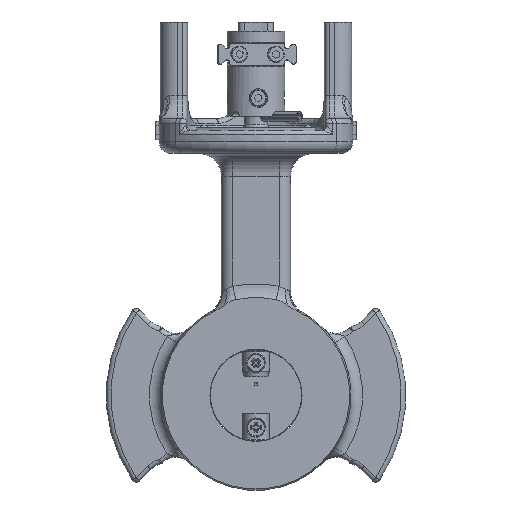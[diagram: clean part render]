
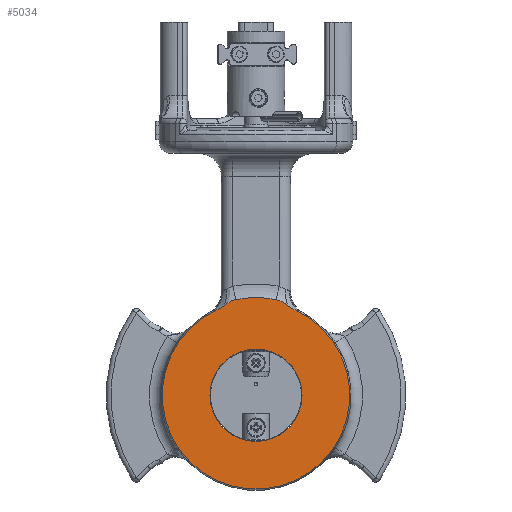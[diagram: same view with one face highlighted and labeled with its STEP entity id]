
A CAD part, left-side view. The second image highlights one B-rep face of the part: STEP entity #5034.
In plain terms, the highlighted planar face has unit normal (-1, 0, 0).
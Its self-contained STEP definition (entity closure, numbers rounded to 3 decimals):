
#1878=FACE_BOUND('',#7087,.T.);
#1879=FACE_BOUND('',#7088,.T.);
#3123=PLANE('',#21554);
#5034=ADVANCED_FACE('',(#1878,#1879),#3123,.F.);
#7087=EDGE_LOOP('',(#10308,#10309,#10310,#10311,#10312,#10313));
#7088=EDGE_LOOP('',(#10314));
#10308=ORIENTED_EDGE('',*,*,#16227,.T.);
#10309=ORIENTED_EDGE('',*,*,#16580,.F.);
#10310=ORIENTED_EDGE('',*,*,#16583,.F.);
#10311=ORIENTED_EDGE('',*,*,#16585,.F.);
#10312=ORIENTED_EDGE('',*,*,#16587,.F.);
#10313=ORIENTED_EDGE('',*,*,#16588,.F.);
#10314=ORIENTED_EDGE('',*,*,#16801,.F.);
#14109=VERTEX_POINT('',#30504);
#14110=VERTEX_POINT('',#30505);
#14304=VERTEX_POINT('',#32070);
#14305=VERTEX_POINT('',#32092);
#14306=VERTEX_POINT('',#32116);
#14307=VERTEX_POINT('',#32120);
#14391=VERTEX_POINT('',#35067);
#16227=EDGE_CURVE('',#14109,#14110,#19614,.T.);
#16580=EDGE_CURVE('',#14304,#14110,#18711,.T.);
#16583=EDGE_CURVE('',#14305,#14304,#18713,.T.);
#16585=EDGE_CURVE('',#14306,#14305,#19784,.T.);
#16587=EDGE_CURVE('',#14307,#14306,#18714,.T.);
#16588=EDGE_CURVE('',#14109,#14307,#18715,.T.);
#16801=EDGE_CURVE('',#14391,#14391,#19861,.T.);
#18711=B_SPLINE_CURVE_WITH_KNOTS('',3,(#32071,#32072,#32073,#32074),
 .UNSPECIFIED.,.F.,.F.,(4,4),(0.,1.),.UNSPECIFIED.);
#18713=B_SPLINE_CURVE_WITH_KNOTS('',3,(#32093,#32094,#32095,#32096),
 .UNSPECIFIED.,.F.,.F.,(4,4),(0.,1.),.UNSPECIFIED.);
#18714=B_SPLINE_CURVE_WITH_KNOTS('',3,(#32121,#32122,#32123,#32124),
 .UNSPECIFIED.,.F.,.F.,(4,4),(0.,1.),.UNSPECIFIED.);
#18715=B_SPLINE_CURVE_WITH_KNOTS('',3,(#32143,#32144,#32145,#32146),
 .UNSPECIFIED.,.F.,.F.,(4,4),(0.,1.),.UNSPECIFIED.);
#19614=CIRCLE('',#21082,40.714);
#19784=CIRCLE('',#21374,42.396);
#19861=CIRCLE('',#21547,20.);
#21082=AXIS2_PLACEMENT_3D('',#30503,#23786,#23787);
#21374=AXIS2_PLACEMENT_3D('',#32117,#24453,#24454);
#21547=AXIS2_PLACEMENT_3D('',#35066,#24892,#24893);
#21554=AXIS2_PLACEMENT_3D('',#35096,#24906,#24907);
#23786=DIRECTION('',(-1.,0.,0.));
#23787=DIRECTION('',(0.,0.,-1.));
#24453=DIRECTION('',(1.,0.,0.));
#24454=DIRECTION('',(0.,0.,1.));
#24892=DIRECTION('',(-1.,0.,0.));
#24893=DIRECTION('',(0.,0.,-1.));
#24906=DIRECTION('',(1.,0.,0.));
#24907=DIRECTION('',(0.,0.,-1.));
#30503=CARTESIAN_POINT('',(-15.,0.,-4.));
#30504=CARTESIAN_POINT('',(-15.,17.406,32.806));
#30505=CARTESIAN_POINT('',(-15.,-17.406,32.806));
#32070=CARTESIAN_POINT('',(-15.,-13.772,35.049));
#32071=CARTESIAN_POINT('',(-15.,-13.772,35.049));
#32072=CARTESIAN_POINT('',(-15.,-14.922,34.201));
#32073=CARTESIAN_POINT('',(-15.,-16.111,33.418));
#32074=CARTESIAN_POINT('',(-15.,-17.406,32.806));
#32092=CARTESIAN_POINT('',(-15.,-8.76,37.481));
#32093=CARTESIAN_POINT('',(-15.,-8.76,37.481));
#32094=CARTESIAN_POINT('',(-15.,-10.624,37.087));
#32095=CARTESIAN_POINT('',(-15.,-12.255,36.168));
#32096=CARTESIAN_POINT('',(-15.,-13.772,35.049));
#32116=CARTESIAN_POINT('',(-15.,8.76,37.481));
#32117=CARTESIAN_POINT('',(-15.,0.,-4.));
#32120=CARTESIAN_POINT('',(-15.,13.772,35.049));
#32121=CARTESIAN_POINT('',(-15.,13.772,35.049));
#32122=CARTESIAN_POINT('',(-15.,12.26,36.164));
#32123=CARTESIAN_POINT('',(-15.,10.613,37.09));
#32124=CARTESIAN_POINT('',(-15.,8.76,37.481));
#32143=CARTESIAN_POINT('',(-15.,17.406,32.806));
#32144=CARTESIAN_POINT('',(-15.,16.111,33.418));
#32145=CARTESIAN_POINT('',(-15.,14.922,34.201));
#32146=CARTESIAN_POINT('',(-15.,13.772,35.049));
#35066=CARTESIAN_POINT('',(-15.,0.,-4.));
#35067=CARTESIAN_POINT('',(-15.,0.,-24.));
#35096=CARTESIAN_POINT('',(-15.,-200.,78.5));
